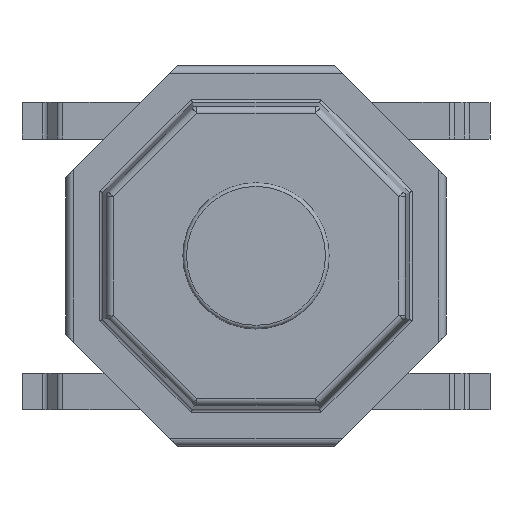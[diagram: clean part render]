
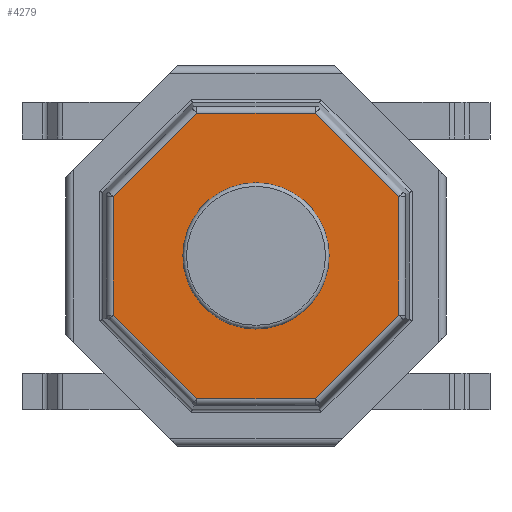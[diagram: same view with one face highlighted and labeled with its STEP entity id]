
A CAD part, top view. The second image highlights one B-rep face of the part: STEP entity #4279.
In plain terms, the highlighted planar face has unit normal (0, 0, 1).
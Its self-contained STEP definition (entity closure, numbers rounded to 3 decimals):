
#13=DIRECTION('',(0.,0.,1.));
#371=DIRECTION('',(1.,0.,0.));
#3388=VERTEX_POINT('',#3389);
#3389=CARTESIAN_POINT('',(-1.954,0.81,1.24));
#3489=EDGE_CURVE('',#3388,#3490,#3492,.T.);
#3490=VERTEX_POINT('',#3491);
#3491=CARTESIAN_POINT('',(-0.81,1.954,1.24));
#3492=B_SPLINE_CURVE_WITH_KNOTS('',1,(#3389,#3491),.UNSPECIFIED.,.F.,  .F.,(2,2),(0.031,1.65),  .PIECEWISE_BEZIER_KNOTS.);
#3601=VERTEX_POINT('',#3602);
#3602=CARTESIAN_POINT('',(-1.954,-0.81,1.24));
#3702=EDGE_CURVE('',#3601,#3388,#3703,.T.);
#3703=B_SPLINE_CURVE_WITH_KNOTS('',1,(#3602,#3389),.UNSPECIFIED.,.F.,  .F.,(2,2),(0.031,1.65),  .PIECEWISE_BEZIER_KNOTS.);
#3713=EDGE_CURVE('',#3490,#3714,#3716,.T.);
#3714=VERTEX_POINT('',#3715);
#3715=CARTESIAN_POINT('',(0.81,1.954,1.24));
#3716=B_SPLINE_CURVE_WITH_KNOTS('',1,(#3491,#3715),.UNSPECIFIED.,.F.,  .F.,(2,2),(0.031,1.65),  .PIECEWISE_BEZIER_KNOTS.);
#3825=VERTEX_POINT('',#3826);
#3826=CARTESIAN_POINT('',(-0.81,-1.954,1.24));
#3927=EDGE_CURVE('',#3825,#3601,#3928,.T.);
#3928=B_SPLINE_CURVE_WITH_KNOTS('',1,(#3826,#3602),.UNSPECIFIED.,.F.,  .F.,(2,2),(0.031,1.65),  .PIECEWISE_BEZIER_KNOTS.);
#3938=EDGE_CURVE('',#3714,#3939,#3941,.T.);
#3939=VERTEX_POINT('',#3940);
#3940=CARTESIAN_POINT('',(1.954,0.81,1.24));
#3941=B_SPLINE_CURVE_WITH_KNOTS('',1,(#3715,#3940),.UNSPECIFIED.,.F.,  .F.,(2,2),(0.031,1.65),  .PIECEWISE_BEZIER_KNOTS.);
#4051=VERTEX_POINT('',#4052);
#4052=CARTESIAN_POINT('',(0.81,-1.954,1.24));
#4153=EDGE_CURVE('',#4051,#3825,#4154,.T.);
#4154=B_SPLINE_CURVE_WITH_KNOTS('',1,(#4052,#3826),.UNSPECIFIED.,.F.,  .F.,(2,2),(0.031,1.65),  .PIECEWISE_BEZIER_KNOTS.);
#4162=EDGE_CURVE('',#3939,#4163,#4165,.T.);
#4163=VERTEX_POINT('',#4164);
#4164=CARTESIAN_POINT('',(1.954,-0.81,1.24));
#4165=B_SPLINE_CURVE_WITH_KNOTS('',1,(#3940,#4164),.UNSPECIFIED.,.F.,  .F.,(2,2),(0.031,1.65),  .PIECEWISE_BEZIER_KNOTS.);
#4274=EDGE_CURVE('',#4163,#4051,#4275,.T.);
#4275=B_SPLINE_CURVE_WITH_KNOTS('',1,(#4164,#4052),.UNSPECIFIED.,.F.,  .F.,(2,2),(0.031,1.65),  .PIECEWISE_BEZIER_KNOTS.);
#4279=ADVANCED_FACE('',(#4280,#4290),#4299,.T.);
#4280=FACE_BOUND('',#4281,.T.);
#4281=EDGE_LOOP('',(#4282,#4283,#4284,#4285,#4286,#4287,#4288,#4289));
#4282=ORIENTED_EDGE('',*,*,#3489,.F.);
#4283=ORIENTED_EDGE('',*,*,#3702,.F.);
#4284=ORIENTED_EDGE('',*,*,#3927,.F.);
#4285=ORIENTED_EDGE('',*,*,#4153,.F.);
#4286=ORIENTED_EDGE('',*,*,#4274,.F.);
#4287=ORIENTED_EDGE('',*,*,#4162,.F.);
#4288=ORIENTED_EDGE('',*,*,#3938,.F.);
#4289=ORIENTED_EDGE('',*,*,#3713,.F.);
#4290=FACE_BOUND('',#4291,.T.);
#4291=EDGE_LOOP('',(#4292));
#4292=ORIENTED_EDGE('',*,*,#4293,.F.);
#4293=EDGE_CURVE('',#4294,#4294,#4296,.T.);
#4294=VERTEX_POINT('',#4295);
#4295=CARTESIAN_POINT('',(1.,0.,1.24));
#4296=CIRCLE('',#4297,1.);
#4297=AXIS2_PLACEMENT_3D('',#4298,#13,#371);
#4298=CARTESIAN_POINT('',(0.,0.,1.24));
#4299=PLANE('',#4300);
#4300=AXIS2_PLACEMENT_3D('',#3389,#13,#371);
